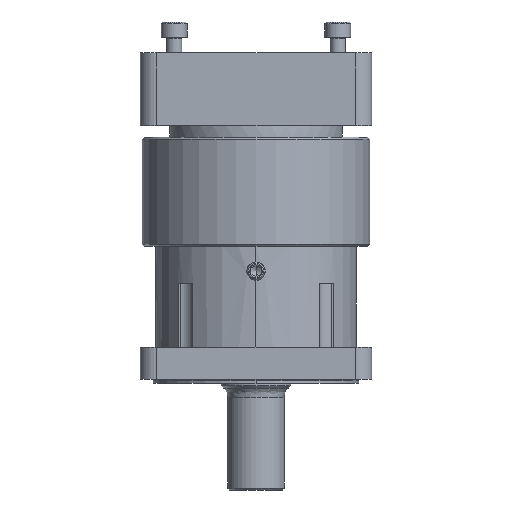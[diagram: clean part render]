
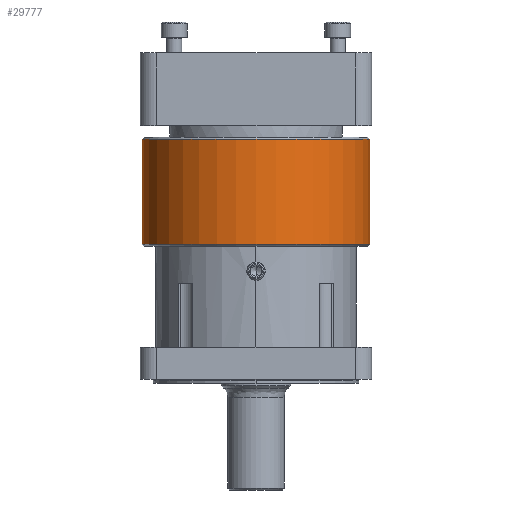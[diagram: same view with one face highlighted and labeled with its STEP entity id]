
A CAD part, front view. The second image highlights one B-rep face of the part: STEP entity #29777.
In plain terms, the highlighted cylindrical face has radius 44.247 mm (diameter 88.494 mm), a partial arc.
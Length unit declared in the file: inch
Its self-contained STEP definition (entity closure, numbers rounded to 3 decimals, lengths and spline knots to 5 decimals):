
#941 = VERTEX_POINT ( 'NONE', #11001 ) ;
#2765 = CYLINDRICAL_SURFACE ( 'NONE', #21803, 1.742 ) ;
#2849 = DIRECTION ( 'NONE',  ( 1., 0., 0. ) ) ;
#2973 = CIRCLE ( 'NONE', #36272, 1.742 ) ;
#4029 = CARTESIAN_POINT ( 'NONE',  ( 0., 0., 2.06613 ) ) ;
#6486 = CARTESIAN_POINT ( 'NONE',  ( 0., 0., 3.68013 ) ) ;
#6504 = LINE ( 'NONE', #13981, #32602 ) ;
#8070 = CARTESIAN_POINT ( 'NONE',  ( 0., 0., 2.85613 ) ) ;
#8210 = CARTESIAN_POINT ( 'NONE',  ( 1.742, 0., 2.06613 ) ) ;
#10835 = VECTOR ( 'NONE', #19923, 39.37008 ) ;
#11001 = CARTESIAN_POINT ( 'NONE',  ( 1.742, 0., 3.68013 ) ) ;
#11877 = VERTEX_POINT ( 'NONE', #17208 ) ;
#11987 = CARTESIAN_POINT ( 'NONE',  ( 0., 0., 2.06613 ) ) ;
#12119 = VERTEX_POINT ( 'NONE', #18549 ) ;
#12547 = FACE_OUTER_BOUND ( 'NONE', #32379, .T. ) ;
#13339 = CARTESIAN_POINT ( 'NONE',  ( 1.742, 0., 2.85613 ) ) ;
#13753 = AXIS2_PLACEMENT_3D ( 'NONE', #4029, #17859, #31671 ) ;
#13981 = CARTESIAN_POINT ( 'NONE',  ( -1.742, 0., 2.85613 ) ) ;
#15379 = DIRECTION ( 'NONE',  ( 0., 0., 1. ) ) ;
#15834 = EDGE_CURVE ( 'NONE', #21494, #941, #33967, .T. ) ;
#16603 = DIRECTION ( 'NONE',  ( 0., 0., 1. ) ) ;
#17058 = ORIENTED_EDGE ( 'NONE', *, *, #36033, .T. ) ;
#17208 = CARTESIAN_POINT ( 'NONE',  ( -1.742, 0., 3.68013 ) ) ;
#17859 = DIRECTION ( 'NONE',  ( 0., 0., 1. ) ) ;
#18455 = EDGE_CURVE ( 'NONE', #12119, #11877, #6504, .T. ) ;
#18549 = CARTESIAN_POINT ( 'NONE',  ( -1.742, 0., 2.06613 ) ) ;
#19923 = DIRECTION ( 'NONE',  ( 0., 0., 1. ) ) ;
#20394 = VERTEX_POINT ( 'NONE', #39421 ) ;
#21005 = ORIENTED_EDGE ( 'NONE', *, *, #28492, .T. ) ;
#21494 = VERTEX_POINT ( 'NONE', #8210 ) ;
#21803 = AXIS2_PLACEMENT_3D ( 'NONE', #8070, #16603, #30423 ) ;
#22189 = DIRECTION ( 'NONE',  ( 1., 0., 0. ) ) ;
#22426 = CIRCLE ( 'NONE', #13753, 1.742 ) ;
#23694 = EDGE_CURVE ( 'NONE', #20394, #21494, #40936, .T. ) ;
#27182 = AXIS2_PLACEMENT_3D ( 'NONE', #11987, #15379, #22189 ) ;
#28492 = EDGE_CURVE ( 'NONE', #12119, #20394, #22426, .T. ) ;
#29777 = ADVANCED_FACE ( 'NONE', ( #12547 ), #2765, .T. ) ;
#30423 = DIRECTION ( 'NONE',  ( 1., 0., 0. ) ) ;
#30674 = ORIENTED_EDGE ( 'NONE', *, *, #15834, .T. ) ;
#30742 = DIRECTION ( 'NONE',  ( 0., 0., -1. ) ) ;
#31671 = DIRECTION ( 'NONE',  ( 1., 0., 0. ) ) ;
#32379 = EDGE_LOOP ( 'NONE', ( #41780, #21005, #35076, #30674, #17058 ) ) ;
#32602 = VECTOR ( 'NONE', #33942, 39.37008 ) ;
#33942 = DIRECTION ( 'NONE',  ( 0., 0., 1. ) ) ;
#33967 = LINE ( 'NONE', #13339, #10835 ) ;
#35076 = ORIENTED_EDGE ( 'NONE', *, *, #23694, .T. ) ;
#36033 = EDGE_CURVE ( 'NONE', #941, #11877, #2973, .T. ) ;
#36272 = AXIS2_PLACEMENT_3D ( 'NONE', #6486, #30742, #2849 ) ;
#39421 = CARTESIAN_POINT ( 'NONE',  ( 0., -1.742, 2.06613 ) ) ;
#40936 = CIRCLE ( 'NONE', #27182, 1.742 ) ;
#41780 = ORIENTED_EDGE ( 'NONE', *, *, #18455, .F. ) ;
